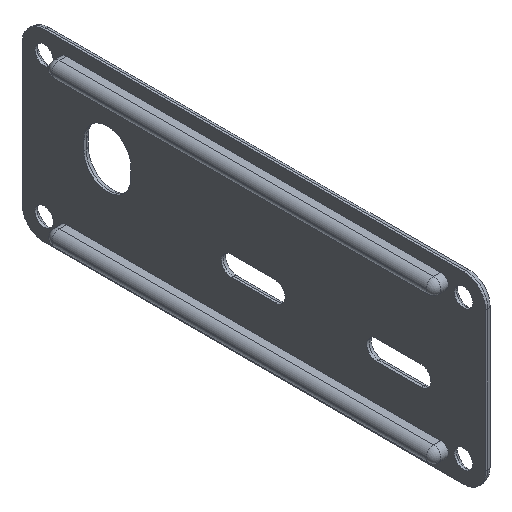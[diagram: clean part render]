
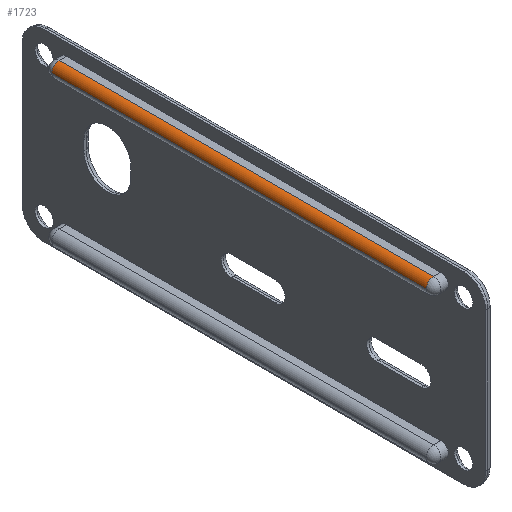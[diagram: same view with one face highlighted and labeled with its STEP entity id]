
A CAD part, isometric view. The second image highlights one B-rep face of the part: STEP entity #1723.
In plain terms, the highlighted cylindrical face has radius 1 mm (diameter 2 mm), a partial arc.
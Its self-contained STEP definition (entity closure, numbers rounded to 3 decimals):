
#993 = VERTEX_POINT('',#994);
#994 = CARTESIAN_POINT('',(74.5,-3.973,16.813));
#1018 = VERTEX_POINT('',#1019);
#1019 = CARTESIAN_POINT('',(74.5,-54.826,16.813));
#1025 = EDGE_CURVE('',#1018,#993,#1026,.T.);
#1026 = LINE('',#1027,#1028);
#1027 = CARTESIAN_POINT('',(74.5,-54.826,16.813));
#1028 = VECTOR('',#1029,1.);
#1029 = DIRECTION('',(0.,1.,0.));
#1678 = VERTEX_POINT('',#1679);
#1679 = CARTESIAN_POINT('',(73.5,-3.973,15.813));
#1687 = VERTEX_POINT('',#1688);
#1688 = CARTESIAN_POINT('',(73.5,-54.826,15.813));
#1710 = EDGE_CURVE('',#993,#1678,#1711,.T.);
#1711 = CIRCLE('',#1712,1.);
#1712 = AXIS2_PLACEMENT_3D('',#1713,#1714,#1715);
#1713 = CARTESIAN_POINT('',(74.5,-3.973,15.813));
#1714 = DIRECTION('',(0.,-1.,0.));
#1715 = DIRECTION('',(0.,0.,1.));
#1723 = ADVANCED_FACE('',(#1724),#1741,.T.);
#1724 = FACE_BOUND('',#1725,.F.);
#1725 = EDGE_LOOP('',(#1726,#1733,#1739,#1740));
#1726 = ORIENTED_EDGE('',*,*,#1727,.T.);
#1727 = EDGE_CURVE('',#1018,#1687,#1728,.T.);
#1728 = CIRCLE('',#1729,1.);
#1729 = AXIS2_PLACEMENT_3D('',#1730,#1731,#1732);
#1730 = CARTESIAN_POINT('',(74.5,-54.826,15.813));
#1731 = DIRECTION('',(0.,-1.,0.));
#1732 = DIRECTION('',(0.,0.,1.));
#1733 = ORIENTED_EDGE('',*,*,#1734,.T.);
#1734 = EDGE_CURVE('',#1687,#1678,#1735,.T.);
#1735 = LINE('',#1736,#1737);
#1736 = CARTESIAN_POINT('',(73.5,-54.826,15.813));
#1737 = VECTOR('',#1738,1.);
#1738 = DIRECTION('',(0.,1.,0.));
#1739 = ORIENTED_EDGE('',*,*,#1710,.F.);
#1740 = ORIENTED_EDGE('',*,*,#1025,.F.);
#1741 = CYLINDRICAL_SURFACE('',#1742,1.);
#1742 = AXIS2_PLACEMENT_3D('',#1743,#1744,#1745);
#1743 = CARTESIAN_POINT('',(74.5,-54.826,15.813));
#1744 = DIRECTION('',(0.,1.,0.));
#1745 = DIRECTION('',(0.,0.,1.));
